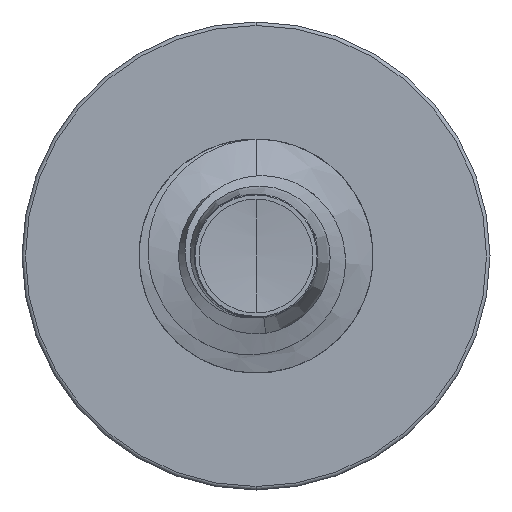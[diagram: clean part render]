
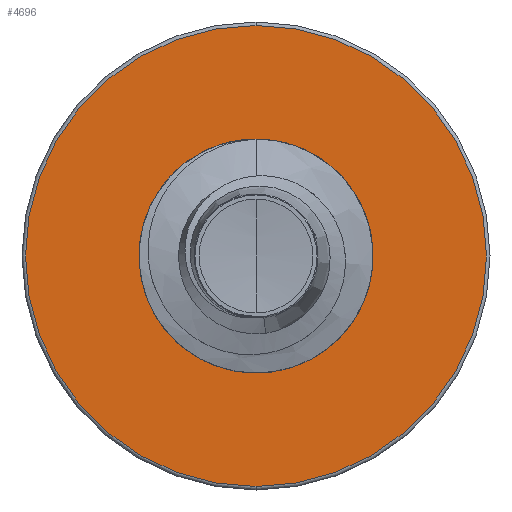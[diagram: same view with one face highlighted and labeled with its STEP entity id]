
A CAD part, front view. The second image highlights one B-rep face of the part: STEP entity #4696.
In plain terms, the highlighted planar face has unit normal (0, -1, 0).
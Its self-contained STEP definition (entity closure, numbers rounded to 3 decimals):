
#175 = EDGE_CURVE ( 'NONE', #12181, #14888, #6765, .T. ) ;
#220 = VERTEX_POINT ( 'NONE', #1631 ) ;
#501 = DIRECTION ( 'NONE',  ( 0., 1., 0. ) ) ;
#1240 = CARTESIAN_POINT ( 'NONE',  ( 0., 25., -7.88 ) ) ;
#1271 = DIRECTION ( 'NONE',  ( 0., 1., 0. ) ) ;
#1502 = DIRECTION ( 'NONE',  ( 0., 0., 1. ) ) ;
#1507 = DIRECTION ( 'NONE',  ( 0., 1., 0. ) ) ;
#1523 = CARTESIAN_POINT ( 'NONE',  ( 0., 25., 0. ) ) ;
#1631 = CARTESIAN_POINT ( 'NONE',  ( 0., 25., -3.694 ) ) ;
#2661 = AXIS2_PLACEMENT_3D ( 'NONE', #9128, #501, #10576 ) ;
#2689 = PLANE ( 'NONE',  #3660 ) ;
#3001 = ORIENTED_EDGE ( 'NONE', *, *, #15186, .F. ) ;
#3020 = ORIENTED_EDGE ( 'NONE', *, *, #9855, .T. ) ;
#3312 = CARTESIAN_POINT ( 'NONE',  ( 0., 25., 0. ) ) ;
#3660 = AXIS2_PLACEMENT_3D ( 'NONE', #16742, #1271, #11345 ) ;
#4505 = AXIS2_PLACEMENT_3D ( 'NONE', #3312, #13255, #4759 ) ;
#4696 = ADVANCED_FACE ( 'NONE', ( #13390, #13809 ), #2689, .F. ) ;
#4759 = DIRECTION ( 'NONE',  ( 0., 0., 1. ) ) ;
#5055 = EDGE_CURVE ( 'NONE', #9427, #220, #9198, .T. ) ;
#5661 = CARTESIAN_POINT ( 'NONE',  ( 0., 25., 0. ) ) ;
#5926 = ORIENTED_EDGE ( 'NONE', *, *, #5055, .T. ) ;
#6765 = CIRCLE ( 'NONE', #14522, 7.88 ) ;
#7087 = DIRECTION ( 'NONE',  ( 0., 0., 1. ) ) ;
#9128 = CARTESIAN_POINT ( 'NONE',  ( 0., 25., 0. ) ) ;
#9160 = CIRCLE ( 'NONE', #11453, 7.88 ) ;
#9198 = CIRCLE ( 'NONE', #2661, 3.694 ) ;
#9427 = VERTEX_POINT ( 'NONE', #16894 ) ;
#9543 = EDGE_LOOP ( 'NONE', ( #13877, #3001 ) ) ;
#9855 = EDGE_CURVE ( 'NONE', #220, #9427, #18004, .T. ) ;
#10576 = DIRECTION ( 'NONE',  ( 0., 0., 1. ) ) ;
#10835 = CARTESIAN_POINT ( 'NONE',  ( 0., 25., 7.88 ) ) ;
#11345 = DIRECTION ( 'NONE',  ( 0., 0., 1. ) ) ;
#11453 = AXIS2_PLACEMENT_3D ( 'NONE', #5661, #15450, #7087 ) ;
#12181 = VERTEX_POINT ( 'NONE', #10835 ) ;
#12791 = EDGE_LOOP ( 'NONE', ( #5926, #3020 ) ) ;
#13255 = DIRECTION ( 'NONE',  ( 0., 1., 0. ) ) ;
#13390 = FACE_OUTER_BOUND ( 'NONE', #9543, .T. ) ;
#13809 = FACE_BOUND ( 'NONE', #12791, .T. ) ;
#13877 = ORIENTED_EDGE ( 'NONE', *, *, #175, .F. ) ;
#14522 = AXIS2_PLACEMENT_3D ( 'NONE', #1523, #1507, #1502 ) ;
#14888 = VERTEX_POINT ( 'NONE', #1240 ) ;
#15186 = EDGE_CURVE ( 'NONE', #14888, #12181, #9160, .T. ) ;
#15450 = DIRECTION ( 'NONE',  ( 0., 1., 0. ) ) ;
#16742 = CARTESIAN_POINT ( 'NONE',  ( 0., 25., -3.694 ) ) ;
#16894 = CARTESIAN_POINT ( 'NONE',  ( 0., 25., 3.694 ) ) ;
#18004 = CIRCLE ( 'NONE', #4505, 3.694 ) ;
